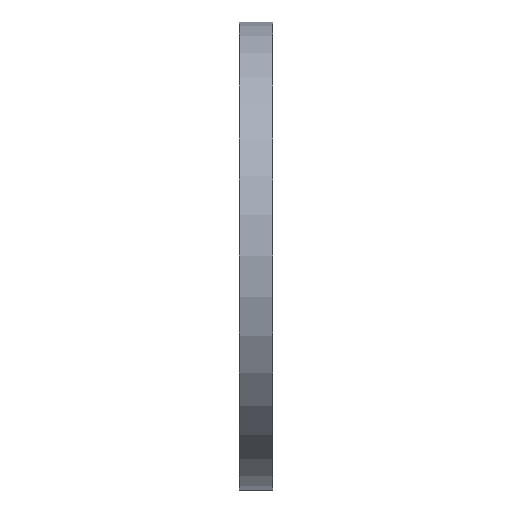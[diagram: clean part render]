
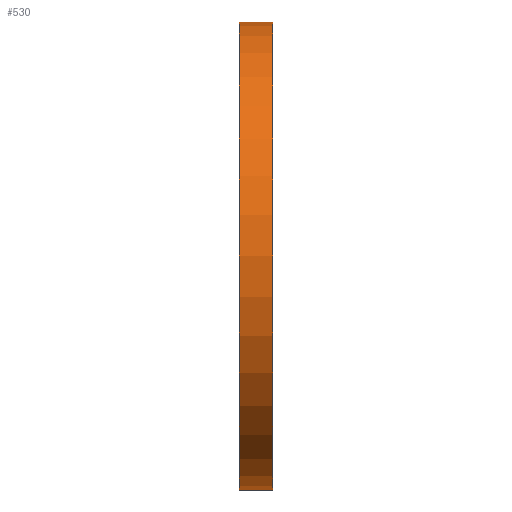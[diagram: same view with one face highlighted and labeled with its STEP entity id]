
A CAD part, left-side view. The second image highlights one B-rep face of the part: STEP entity #530.
In plain terms, the highlighted cylindrical face has radius 202.5 mm (diameter 405 mm), a partial arc.
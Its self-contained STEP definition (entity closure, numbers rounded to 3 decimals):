
#55 = VERTEX_POINT ( 'NONE', #1168 ) ;
#70 = VERTEX_POINT ( 'NONE', #79 ) ;
#79 = CARTESIAN_POINT ( 'NONE',  ( 0., 0., -202.5 ) ) ;
#147 = DIRECTION ( 'NONE',  ( 0., 1., 0. ) ) ;
#199 = EDGE_CURVE ( 'NONE', #70, #55, #224, .T. ) ;
#214 = CARTESIAN_POINT ( 'NONE',  ( 0., 34.695, -202.5 ) ) ;
#224 = LINE ( 'NONE', #214, #558 ) ;
#237 = CARTESIAN_POINT ( 'NONE',  ( 0., 29., 0. ) ) ;
#249 = LINE ( 'NONE', #258, #1111 ) ;
#258 = CARTESIAN_POINT ( 'NONE',  ( 0., 34.695, 202.5 ) ) ;
#301 = AXIS2_PLACEMENT_3D ( 'NONE', #535, #700, #892 ) ;
#321 = CIRCLE ( 'NONE', #349, 202.5 ) ;
#349 = AXIS2_PLACEMENT_3D ( 'NONE', #1183, #543, #911 ) ;
#431 = CYLINDRICAL_SURFACE ( 'NONE', #301, 202.5 ) ;
#452 = EDGE_CURVE ( 'NONE', #70, #684, #321, .T. ) ;
#484 = ORIENTED_EDGE ( 'NONE', *, *, #199, .F. ) ;
#502 = EDGE_CURVE ( 'NONE', #684, #900, #249, .T. ) ;
#510 = EDGE_CURVE ( 'NONE', #55, #900, #1108, .T. ) ;
#530 = ADVANCED_FACE ( 'NONE', ( #791 ), #431, .T. ) ;
#535 = CARTESIAN_POINT ( 'NONE',  ( 0., 34.695, 0. ) ) ;
#543 = DIRECTION ( 'NONE',  ( 0., 1., 0. ) ) ;
#558 = VECTOR ( 'NONE', #587, 1000. ) ;
#567 = CARTESIAN_POINT ( 'NONE',  ( 0., 29., 202.5 ) ) ;
#587 = DIRECTION ( 'NONE',  ( 0., 1., 0. ) ) ;
#607 = DIRECTION ( 'NONE',  ( 0., 0., 1. ) ) ;
#684 = VERTEX_POINT ( 'NONE', #744 ) ;
#700 = DIRECTION ( 'NONE',  ( 0., 1., 0. ) ) ;
#744 = CARTESIAN_POINT ( 'NONE',  ( 0., 0., 202.5 ) ) ;
#791 = FACE_OUTER_BOUND ( 'NONE', #1127, .T. ) ;
#801 = ORIENTED_EDGE ( 'NONE', *, *, #502, .T. ) ;
#812 = AXIS2_PLACEMENT_3D ( 'NONE', #237, #878, #607 ) ;
#878 = DIRECTION ( 'NONE',  ( 0., 1., 0. ) ) ;
#892 = DIRECTION ( 'NONE',  ( 0., 0., 1. ) ) ;
#900 = VERTEX_POINT ( 'NONE', #567 ) ;
#911 = DIRECTION ( 'NONE',  ( 0., 0., 1. ) ) ;
#936 = ORIENTED_EDGE ( 'NONE', *, *, #452, .T. ) ;
#960 = ORIENTED_EDGE ( 'NONE', *, *, #510, .F. ) ;
#1108 = CIRCLE ( 'NONE', #812, 202.5 ) ;
#1111 = VECTOR ( 'NONE', #147, 1000. ) ;
#1127 = EDGE_LOOP ( 'NONE', ( #484, #936, #801, #960 ) ) ;
#1168 = CARTESIAN_POINT ( 'NONE',  ( 0., 29., -202.5 ) ) ;
#1183 = CARTESIAN_POINT ( 'NONE',  ( 0., 0., 0. ) ) ;
